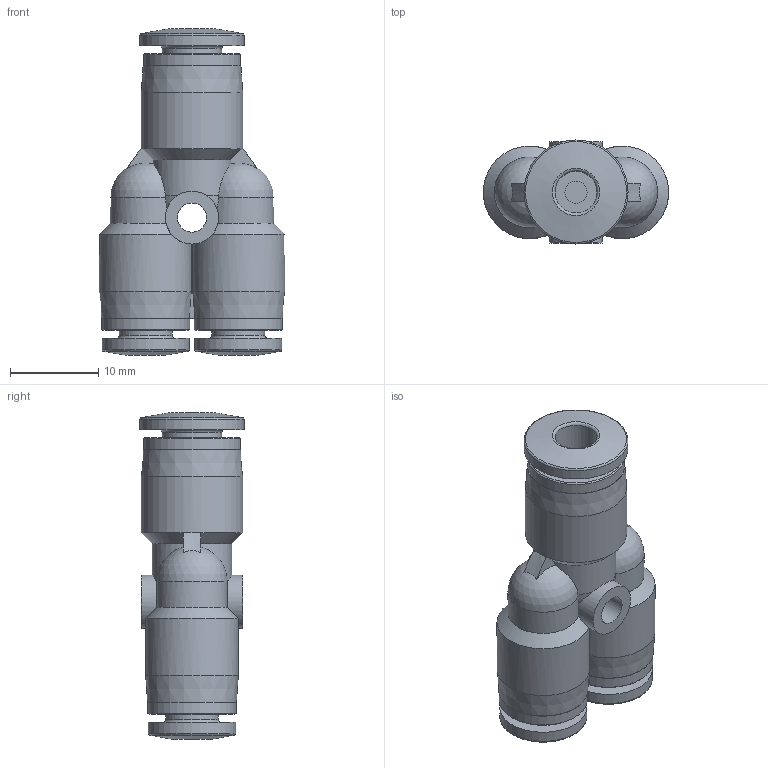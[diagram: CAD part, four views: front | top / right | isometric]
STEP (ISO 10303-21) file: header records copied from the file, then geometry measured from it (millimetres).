
FILE_DESCRIPTION(/* description */ ('STEP AP214'),/* implementation_level */ '2;1');
FILE_NAME(/* name */ '564818_QBY-3_16T-5_32-U',/* time_stamp */ '2024-09-14T05:20:42+02:00',/* author */ ('License CC BY-ND 4.0'),/* organization */ ('CADENAS'),/* preprocessor_version */ 'ST-DEVELOPER v19.3',/* originating_system */ 'PARTsolutions',/* authorisation */ ' ');
FILE_SCHEMA (('AUTOMOTIVE_DESIGN {1 0 10303 214 3 1 1}'));
Length unit declared in the file: millimetre
Products named in the file (1): 564818 QBY-3/16T-5/32-U
Bounding box: 21 x 11.8 x 37 mm (x, y, z)
Volume: 3919.2 mm3; surface area: 3177.2 mm2
Topology: 1 solids, 1 shells, 81 faces, 175 edges, 108 vertices
Faces by surface type: cylinder 27, plane 26, cone 13, torus 9, sphere 6
Full cylindrical faces by diameter (mm): 2.5 x3, 3.3 x1, 3.968 x2, 4.762 x1, 5.968 x2, 6 x2, 6.762 x1, 9.9 x2, 10 x2, 11 x1, 11.5 x1, 11.8 x1
Entity records: 2654 total; most frequent: CARTESIAN_POINT 444, DIRECTION 350, ORIENTED_EDGE 276, AXIS2_PLACEMENT_3D 166, EDGE_CURVE 138, EDGE_LOOP 130, FACE_BOUND 130, VERTEX_POINT 106
